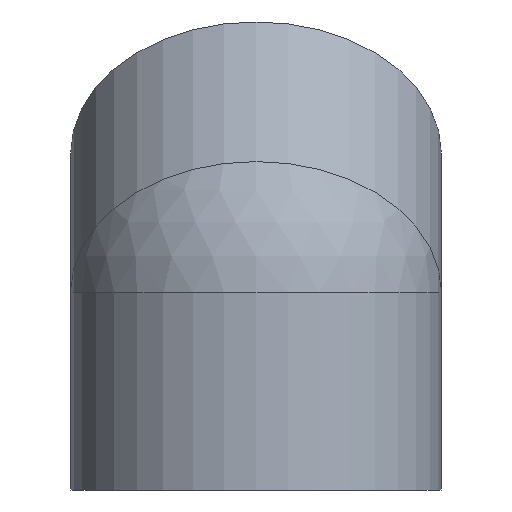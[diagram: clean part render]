
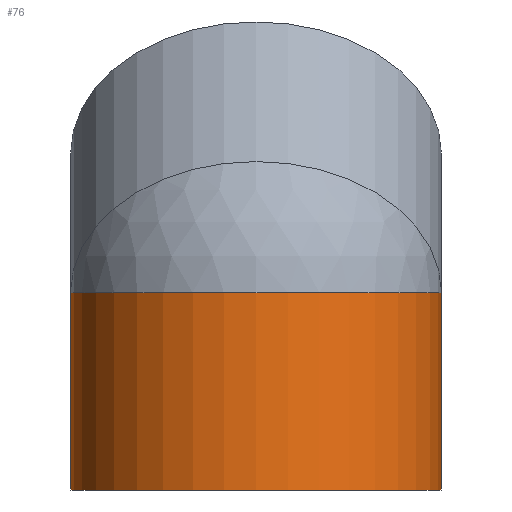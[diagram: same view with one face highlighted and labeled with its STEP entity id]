
A CAD part, left-side view. The second image highlights one B-rep face of the part: STEP entity #76.
In plain terms, the highlighted cylindrical face has radius 46 mm (diameter 92 mm), a full revolution.
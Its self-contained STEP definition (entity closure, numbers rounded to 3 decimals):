
#76 = ADVANCED_FACE( '', ( #91, #92 ), #93, .T. );
#91 = FACE_OUTER_BOUND( '', #125, .T. );
#92 = FACE_OUTER_BOUND( '', #126, .T. );
#93 = CYLINDRICAL_SURFACE( '', #127, 46. );
#125 = EDGE_LOOP( '', ( #161 ) );
#126 = EDGE_LOOP( '', ( #162, #163 ) );
#127 = AXIS2_PLACEMENT_3D( '', #164, #165, #166 );
#161 = ORIENTED_EDGE( '', *, *, #221, .T. );
#162 = ORIENTED_EDGE( '', *, *, #222, .F. );
#163 = ORIENTED_EDGE( '', *, *, #223, .F. );
#164 = CARTESIAN_POINT( '', ( 0., 0., 16. ) );
#165 = DIRECTION( '', ( 0., 0., 1. ) );
#166 = DIRECTION( '', ( -1., 0., 0. ) );
#221 = EDGE_CURVE( '', #236, #236, #237, .T. );
#222 = EDGE_CURVE( '', #238, #239, #240, .F. );
#223 = EDGE_CURVE( '', #239, #238, #241, .T. );
#236 = VERTEX_POINT( '', #262 );
#237 = CIRCLE( '', #263, 46. );
#238 = VERTEX_POINT( '', #264 );
#239 = VERTEX_POINT( '', #265 );
#240 = ELLIPSE( '', #266, 49.79, 46. );
#241 = CIRCLE( '', #267, 46. );
#262 = CARTESIAN_POINT( '', ( 46., 0., -33. ) );
#263 = AXIS2_PLACEMENT_3D( '', #289, #290, #291 );
#264 = CARTESIAN_POINT( '', ( 0., -46., 16. ) );
#265 = CARTESIAN_POINT( '', ( 0., 46., 16. ) );
#266 = AXIS2_PLACEMENT_3D( '', #292, #293, #294 );
#267 = AXIS2_PLACEMENT_3D( '', #295, #296, #297 );
#289 = CARTESIAN_POINT( '', ( 0., 0., -33. ) );
#290 = DIRECTION( '', ( 0., 0., 1. ) );
#291 = DIRECTION( '', ( 1., 0., 0. ) );
#292 = CARTESIAN_POINT( '', ( 0., 0., 16. ) );
#293 = DIRECTION( '', ( -0.383, 0., -0.924 ) );
#294 = DIRECTION( '', ( 0.924, 0., -0.383 ) );
#295 = CARTESIAN_POINT( '', ( 0., 0., 16. ) );
#296 = DIRECTION( '', ( 0., 0., 1. ) );
#297 = DIRECTION( '', ( 1., 0., 0. ) );
